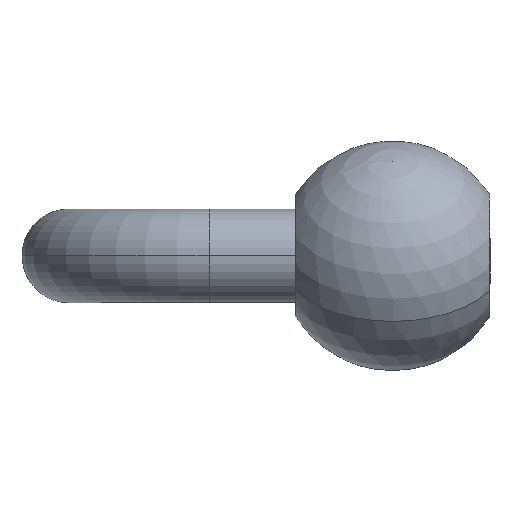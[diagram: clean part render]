
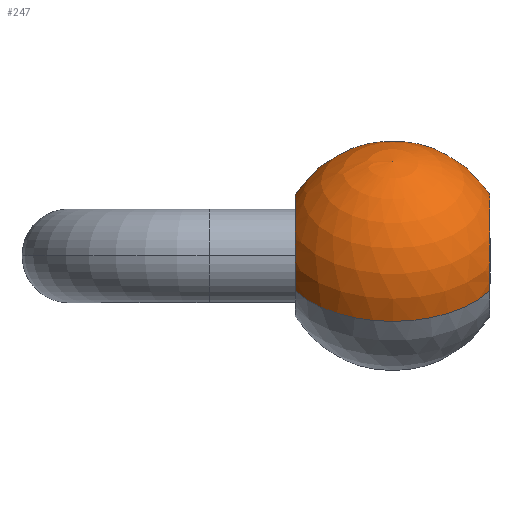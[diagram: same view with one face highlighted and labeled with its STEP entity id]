
A CAD part, left-side view. The second image highlights one B-rep face of the part: STEP entity #247.
In plain terms, the highlighted spherical face has radius 3.899 mm.
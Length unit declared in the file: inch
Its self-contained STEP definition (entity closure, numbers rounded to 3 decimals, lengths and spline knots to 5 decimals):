
#15 = CIRCLE ( 'NONE', #74, 0.1535 ) ;
#19 = VERTEX_POINT ( 'NONE', #361 ) ;
#54 = ORIENTED_EDGE ( 'NONE', *, *, #1149, .T. ) ;
#74 = AXIS2_PLACEMENT_3D ( 'NONE', #555, #1252, #900 ) ;
#84 = CARTESIAN_POINT ( 'NONE',  ( -0.6875, 0.13, 0. ) ) ;
#97 = CARTESIAN_POINT ( 'NONE',  ( -0.6875, 0.13, 0. ) ) ;
#116 = DIRECTION ( 'NONE',  ( 0., -1., 0. ) ) ;
#124 = DIRECTION ( 'NONE',  ( -0.821, 0., -0.57 ) ) ;
#178 = ORIENTED_EDGE ( 'NONE', *, *, #340, .F. ) ;
#199 = ORIENTED_EDGE ( 'NONE', *, *, #906, .F. ) ;
#247 = ADVANCED_FACE ( 'NONE', ( #770 ), #1305, .T. ) ;
#272 = DIRECTION ( 'NONE',  ( 0., 1., 0. ) ) ;
#277 = EDGE_LOOP ( 'NONE', ( #178, #635, #1348, #54, #591, #199 ) ) ;
#309 = CARTESIAN_POINT ( 'NONE',  ( -0.75454, 0., -0.04656 ) ) ;
#340 = EDGE_CURVE ( 'NONE', #19, #978, #15, .T. ) ;
#361 = CARTESIAN_POINT ( 'NONE',  ( -0.81358, 0.13, -0.08756 ) ) ;
#408 = AXIS2_PLACEMENT_3D ( 'NONE', #952, #272, #1400 ) ;
#497 = CIRCLE ( 'NONE', #1024, 0.08162 ) ;
#555 = CARTESIAN_POINT ( 'NONE',  ( -0.6875, 0.13, 0. ) ) ;
#566 = AXIS2_PLACEMENT_3D ( 'NONE', #1373, #1028, #818 ) ;
#591 = ORIENTED_EDGE ( 'NONE', *, *, #704, .F. ) ;
#601 = DIRECTION ( 'NONE',  ( 0.821, 0., 0.57 ) ) ;
#605 = CIRCLE ( 'NONE', #1062, 0.1535 ) ;
#619 = VERTEX_POINT ( 'NONE', #884 ) ;
#635 = ORIENTED_EDGE ( 'NONE', *, *, #844, .T. ) ;
#682 = VERTEX_POINT ( 'NONE', #309 ) ;
#704 = EDGE_CURVE ( 'NONE', #619, #1385, #1479, .T. ) ;
#767 = DIRECTION ( 'NONE',  ( 0., 1., 0. ) ) ;
#770 = FACE_OUTER_BOUND ( 'NONE', #277, .T. ) ;
#818 = DIRECTION ( 'NONE',  ( 0.821, 0., 0.57 ) ) ;
#839 = CARTESIAN_POINT ( 'NONE',  ( -0.62046, 0., 0.04656 ) ) ;
#844 = EDGE_CURVE ( 'NONE', #19, #682, #895, .T. ) ;
#884 = CARTESIAN_POINT ( 'NONE',  ( -0.62046, 0.26, 0.04656 ) ) ;
#885 = DIRECTION ( 'NONE',  ( -0.57, 0., 0.821 ) ) ;
#895 = CIRCLE ( 'NONE', #566, 0.1535 ) ;
#900 = DIRECTION ( 'NONE',  ( -0.821, 0., -0.57 ) ) ;
#903 = DIRECTION ( 'NONE',  ( -0.821, 0., -0.57 ) ) ;
#906 = EDGE_CURVE ( 'NONE', #978, #619, #1128, .T. ) ;
#952 = CARTESIAN_POINT ( 'NONE',  ( -0.6875, 0.26, 0. ) ) ;
#978 = VERTEX_POINT ( 'NONE', #1071 ) ;
#1024 = AXIS2_PLACEMENT_3D ( 'NONE', #1147, #116, #124 ) ;
#1028 = DIRECTION ( 'NONE',  ( -0.57, 0., 0.821 ) ) ;
#1062 = AXIS2_PLACEMENT_3D ( 'NONE', #1176, #1291, #601 ) ;
#1071 = CARTESIAN_POINT ( 'NONE',  ( -0.75454, 0.26, -0.04656 ) ) ;
#1126 = VERTEX_POINT ( 'NONE', #839 ) ;
#1128 = CIRCLE ( 'NONE', #408, 0.08162 ) ;
#1130 = AXIS2_PLACEMENT_3D ( 'NONE', #84, #885, #767 ) ;
#1147 = CARTESIAN_POINT ( 'NONE',  ( -0.6875, 0., 0. ) ) ;
#1149 = EDGE_CURVE ( 'NONE', #1126, #1385, #605, .T. ) ;
#1176 = CARTESIAN_POINT ( 'NONE',  ( -0.6875, 0.13, 0. ) ) ;
#1238 = EDGE_CURVE ( 'NONE', #1126, #682, #497, .T. ) ;
#1246 = DIRECTION ( 'NONE',  ( 0.57, 0., -0.821 ) ) ;
#1252 = DIRECTION ( 'NONE',  ( 0.57, 0., -0.821 ) ) ;
#1291 = DIRECTION ( 'NONE',  ( -0.57, 0., 0.821 ) ) ;
#1301 = AXIS2_PLACEMENT_3D ( 'NONE', #97, #1246, #903 ) ;
#1305 = SPHERICAL_SURFACE ( 'NONE', #1130, 0.1535 ) ;
#1348 = ORIENTED_EDGE ( 'NONE', *, *, #1238, .F. ) ;
#1373 = CARTESIAN_POINT ( 'NONE',  ( -0.6875, 0.13, 0. ) ) ;
#1380 = CARTESIAN_POINT ( 'NONE',  ( -0.56142, 0.13, 0.08756 ) ) ;
#1385 = VERTEX_POINT ( 'NONE', #1380 ) ;
#1400 = DIRECTION ( 'NONE',  ( 0.821, 0., 0.57 ) ) ;
#1479 = CIRCLE ( 'NONE', #1301, 0.1535 ) ;
